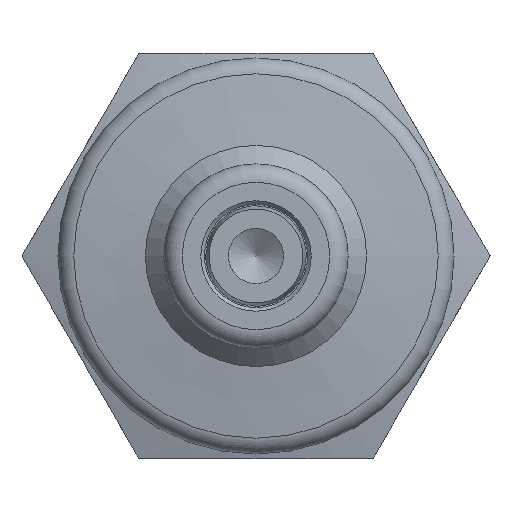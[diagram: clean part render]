
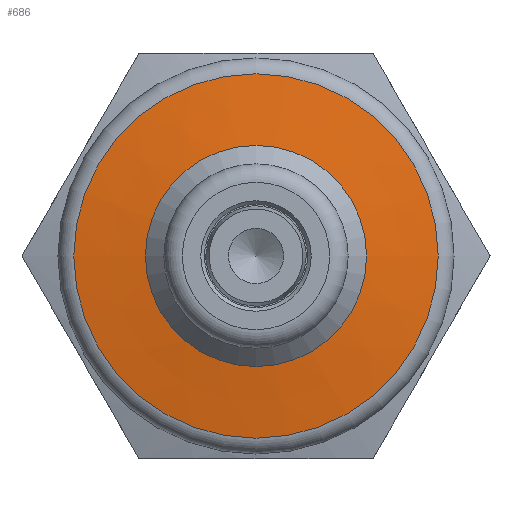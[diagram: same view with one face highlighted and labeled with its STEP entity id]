
A CAD part, left-side view. The second image highlights one B-rep face of the part: STEP entity #686.
In plain terms, the highlighted conical face has half-angle 82 degrees and reference radius 8.375 mm.
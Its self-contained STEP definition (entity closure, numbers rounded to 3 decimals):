
#27=CONICAL_SURFACE('',#774,8.375,1.431);
#44=LINE('',#1126,#75);
#75=VECTOR('',#916,8.375);
#175=FACE_OUTER_BOUND('',#218,.T.);
#218=EDGE_LOOP('',(#518,#519,#520,#521,#522));
#257=CIRCLE('',#746,6.);
#277=CIRCLE('',#775,9.889);
#278=CIRCLE('',#776,9.889);
#311=VERTEX_POINT('',#1071);
#328=VERTEX_POINT('',#1123);
#329=VERTEX_POINT('',#1124);
#374=EDGE_CURVE('',#311,#311,#257,.T.);
#400=EDGE_CURVE('',#328,#329,#277,.T.);
#401=EDGE_CURVE('',#328,#311,#44,.T.);
#402=EDGE_CURVE('',#329,#328,#278,.T.);
#518=ORIENTED_EDGE('',*,*,#400,.F.);
#519=ORIENTED_EDGE('',*,*,#401,.T.);
#520=ORIENTED_EDGE('',*,*,#374,.T.);
#521=ORIENTED_EDGE('',*,*,#401,.F.);
#522=ORIENTED_EDGE('',*,*,#402,.F.);
#686=ADVANCED_FACE('',(#175),#27,.T.);
#746=AXIS2_PLACEMENT_3D('',#1072,#850,#851);
#774=AXIS2_PLACEMENT_3D('',#1122,#912,#913);
#775=AXIS2_PLACEMENT_3D('',#1125,#914,#915);
#776=AXIS2_PLACEMENT_3D('',#1127,#917,#918);
#850=DIRECTION('center_axis',(1.,0.,0.));
#851=DIRECTION('ref_axis',(0.,1.,0.));
#912=DIRECTION('center_axis',(1.,0.,0.));
#913=DIRECTION('ref_axis',(0.,1.,0.));
#914=DIRECTION('center_axis',(1.,0.,0.));
#915=DIRECTION('ref_axis',(0.,-1.,0.));
#916=DIRECTION('',(-0.139,0.99,0.));
#917=DIRECTION('center_axis',(1.,0.,0.));
#918=DIRECTION('ref_axis',(0.,-1.,0.));
#1071=CARTESIAN_POINT('',(20.,-6.,0.));
#1072=CARTESIAN_POINT('Origin',(20.,0.,0.));
#1122=CARTESIAN_POINT('Origin',(20.334,0.,0.));
#1123=CARTESIAN_POINT('',(20.547,-9.889,0.));
#1124=CARTESIAN_POINT('',(20.547,0.,9.889));
#1125=CARTESIAN_POINT('Origin',(20.547,0.,0.));
#1126=CARTESIAN_POINT('',(20.334,-8.375,0.));
#1127=CARTESIAN_POINT('Origin',(20.547,0.,0.));
